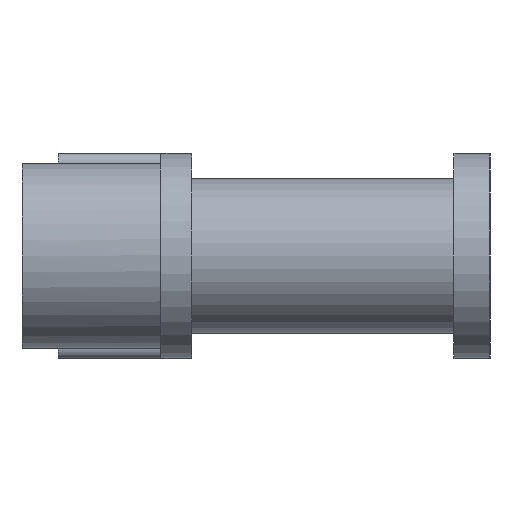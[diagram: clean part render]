
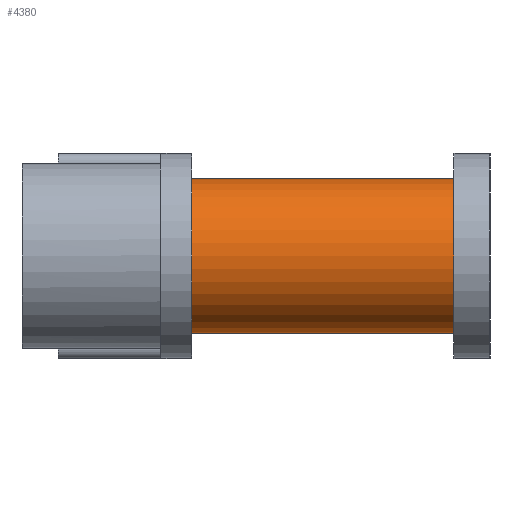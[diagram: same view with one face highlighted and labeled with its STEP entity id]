
A CAD part, left-side view. The second image highlights one B-rep face of the part: STEP entity #4380.
In plain terms, the highlighted cylindrical face has radius 7.5 mm (diameter 15 mm), a partial arc.
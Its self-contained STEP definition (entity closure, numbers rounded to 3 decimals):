
#45=CIRCLE('',#4645,7.5);
#46=CIRCLE('',#4646,7.5);
#192=CYLINDRICAL_SURFACE('',#4644,7.5);
#268=FACE_OUTER_BOUND('',#504,.T.);
#504=EDGE_LOOP('',(#2915,#2916,#2917,#2918));
#764=LINE('',#6375,#1274);
#765=LINE('',#6378,#1275);
#1274=VECTOR('',#5078,1000.);
#1275=VECTOR('',#5081,1000.);
#1791=VERTEX_POINT('',#6371);
#1792=VERTEX_POINT('',#6372);
#1793=VERTEX_POINT('',#6374);
#1794=VERTEX_POINT('',#6376);
#2242=EDGE_CURVE('',#1791,#1792,#45,.T.);
#2243=EDGE_CURVE('',#1791,#1793,#764,.T.);
#2244=EDGE_CURVE('',#1794,#1793,#46,.T.);
#2245=EDGE_CURVE('',#1792,#1794,#765,.T.);
#2915=ORIENTED_EDGE('',*,*,#2242,.F.);
#2916=ORIENTED_EDGE('',*,*,#2243,.T.);
#2917=ORIENTED_EDGE('',*,*,#2244,.F.);
#2918=ORIENTED_EDGE('',*,*,#2245,.F.);
#4380=ADVANCED_FACE('',(#268),#192,.T.);
#4644=AXIS2_PLACEMENT_3D('',#6370,#5074,#5075);
#4645=AXIS2_PLACEMENT_3D('',#6373,#5076,#5077);
#4646=AXIS2_PLACEMENT_3D('',#6377,#5079,#5080);
#5074=DIRECTION('center_axis',(0.,-1.,0.));
#5075=DIRECTION('ref_axis',(-1.,0.,0.));
#5076=DIRECTION('center_axis',(0.,1.,0.));
#5077=DIRECTION('ref_axis',(0.,0.,1.));
#5078=DIRECTION('',(0.,-1.,0.));
#5079=DIRECTION('center_axis',(0.,-1.,0.));
#5080=DIRECTION('ref_axis',(0.,0.,-1.));
#5081=DIRECTION('',(0.,-1.,0.));
#6370=CARTESIAN_POINT('Origin',(-126.5,16.,0.));
#6371=CARTESIAN_POINT('',(-119.152,13.,-1.5));
#6372=CARTESIAN_POINT('',(-119.152,13.,1.5));
#6373=CARTESIAN_POINT('Origin',(-126.5,13.,0.));
#6374=CARTESIAN_POINT('',(-119.152,-12.5,-1.5));
#6375=CARTESIAN_POINT('',(-119.152,16.,-1.5));
#6376=CARTESIAN_POINT('',(-119.152,-12.5,1.5));
#6377=CARTESIAN_POINT('Origin',(-126.5,-12.5,0.));
#6378=CARTESIAN_POINT('',(-119.152,16.,1.5));
